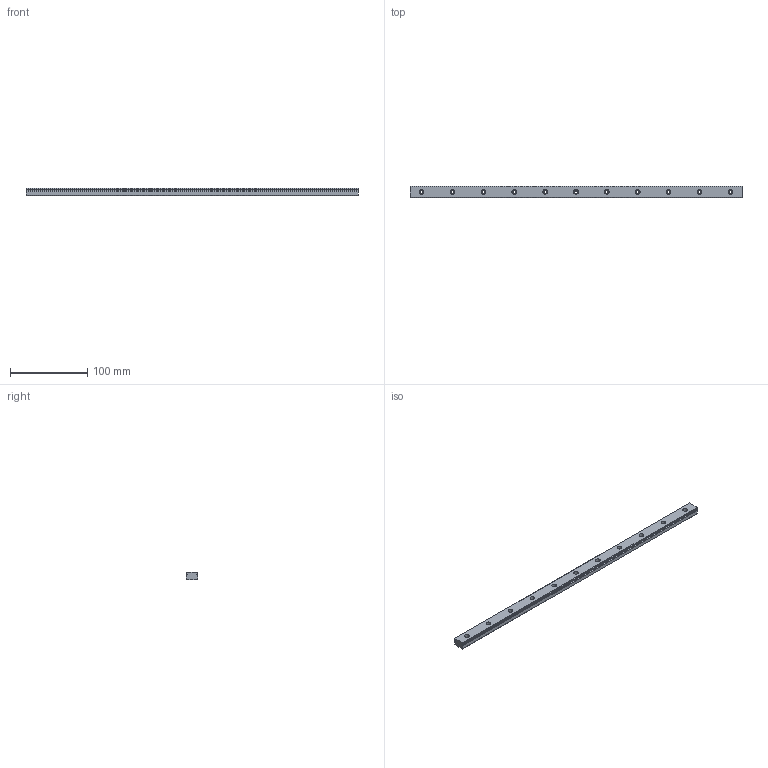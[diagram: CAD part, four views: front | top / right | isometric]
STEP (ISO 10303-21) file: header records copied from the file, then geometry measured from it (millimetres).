
FILE_DESCRIPTION (( 'STEP AP214' ), '1' );
FILE_NAME ('MGNR15R430CM-Rail.STEP', '2022-04-11T18:27:16', ( '' ), ( '' ), 'SwSTEP 2.0', 'SolidWorks 2021', '' );
FILE_SCHEMA (( 'AUTOMOTIVE_DESIGN' ));
Length unit declared in the file: millimetre
Products named in the file (1): MGNR15R430CM-Rail
Bounding box: 430 x 15 x 10 mm (x, y, z)
Volume: 59340.7 mm3; surface area: 24736.3 mm2
Topology: 1 solids, 1 shells, 91 faces, 267 edges, 178 vertices
Faces by surface type: cylinder 61, plane 30
Entity records: 3293 total; most frequent: CARTESIAN_POINT 680, DIRECTION 573, ORIENTED_EDGE 534, EDGE_CURVE 267, AXIS2_PLACEMENT_3D 225, VERTEX_POINT 178, CIRCLE 133, VECTOR 123
